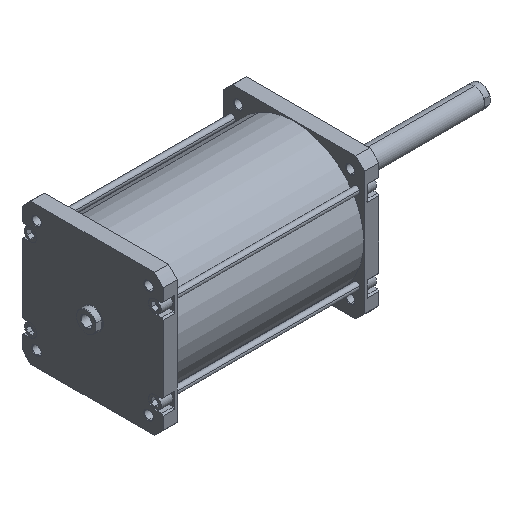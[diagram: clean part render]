
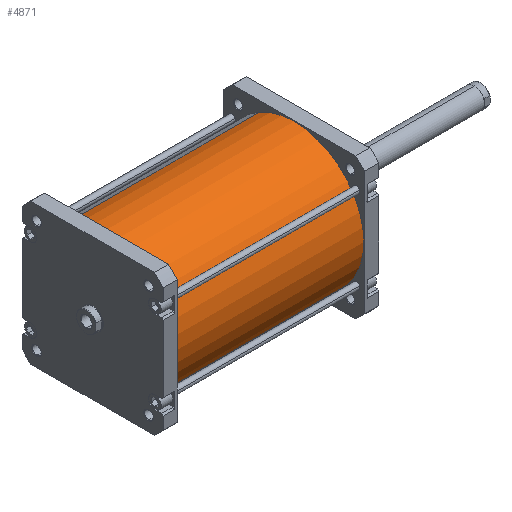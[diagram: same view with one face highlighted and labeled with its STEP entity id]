
A CAD part, isometric view. The second image highlights one B-rep face of the part: STEP entity #4871.
In plain terms, the highlighted cylindrical face has radius 168 mm (diameter 336 mm), a partial arc.
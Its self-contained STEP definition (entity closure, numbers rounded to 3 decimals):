
#564 = AXIS2_PLACEMENT_3D ( 'NONE', #997, #1022, #1023 ) ;
#706 = AXIS2_PLACEMENT_3D ( 'NONE', #1513, #1512, #1511 ) ;
#805 = AXIS2_PLACEMENT_3D ( 'NONE', #2124, #2125, #2126 ) ;
#932 = CARTESIAN_POINT ( 'NONE',  ( 168., 0., 452. ) ) ;
#940 = DIRECTION ( 'NONE',  ( 0., 0., -1. ) ) ;
#997 = CARTESIAN_POINT ( 'NONE',  ( 0., 0., 452. ) ) ;
#1018 = CARTESIAN_POINT ( 'NONE',  ( -168., 0., 452. ) ) ;
#1021 = DIRECTION ( 'NONE',  ( 0., 0., -1. ) ) ;
#1022 = DIRECTION ( 'NONE',  ( 0., 0., 1. ) ) ;
#1023 = DIRECTION ( 'NONE',  ( 1., 0., 0. ) ) ;
#1511 = DIRECTION ( 'NONE',  ( -1., 0., 0. ) ) ;
#1512 = DIRECTION ( 'NONE',  ( 0., 0., -1. ) ) ;
#1513 = CARTESIAN_POINT ( 'NONE',  ( 0., 0., 452. ) ) ;
#2088 = CARTESIAN_POINT ( 'NONE',  ( 168., 0., 452. ) ) ;
#2099 = CARTESIAN_POINT ( 'NONE',  ( -168., 0., 452. ) ) ;
#2108 = CARTESIAN_POINT ( 'NONE',  ( 168., 0., 0. ) ) ;
#2115 = CARTESIAN_POINT ( 'NONE',  ( -168., 0., 0. ) ) ;
#2124 = CARTESIAN_POINT ( 'NONE',  ( 0., 0., 0. ) ) ;
#2125 = DIRECTION ( 'NONE',  ( 0., 0., 1. ) ) ;
#2126 = DIRECTION ( 'NONE',  ( 1., 0., 0. ) ) ;
#2339 = FACE_OUTER_BOUND ( 'NONE', #3415, .T. ) ;
#2346 = CYLINDRICAL_SURFACE ( 'NONE', #706, 168. ) ;
#2540 = CIRCLE ( 'NONE', #805, 168. ) ;
#3067 = EDGE_CURVE ( 'NONE', #5200, #5220, #4136, .T. ) ;
#3322 = ORIENTED_EDGE ( 'NONE', *, *, #6196, .T. ) ;
#3323 = ORIENTED_EDGE ( 'NONE', *, *, #4675, .T. ) ;
#3324 = ORIENTED_EDGE ( 'NONE', *, *, #4676, .F. ) ;
#3325 = ORIENTED_EDGE ( 'NONE', *, *, #3067, .F. ) ;
#3415 = EDGE_LOOP ( 'NONE', ( #3325, #3324, #3323, #3322 ) ) ;
#4128 = VECTOR ( 'NONE', #940, 1000. ) ;
#4136 = LINE ( 'NONE', #932, #4128 ) ;
#4200 = LINE ( 'NONE', #1018, #4202 ) ;
#4202 = VECTOR ( 'NONE', #1021, 1000. ) ;
#4208 = CIRCLE ( 'NONE', #564, 168. ) ;
#4675 = EDGE_CURVE ( 'NONE', #5211, #5227, #4200, .T. ) ;
#4676 = EDGE_CURVE ( 'NONE', #5211, #5200, #4208, .T. ) ;
#4871 = ADVANCED_FACE ( 'NONE', ( #2339 ), #2346, .T. ) ;
#5200 = VERTEX_POINT ( 'NONE', #2088 ) ;
#5211 = VERTEX_POINT ( 'NONE', #2099 ) ;
#5220 = VERTEX_POINT ( 'NONE', #2108 ) ;
#5227 = VERTEX_POINT ( 'NONE', #2115 ) ;
#6196 = EDGE_CURVE ( 'NONE', #5227, #5220, #2540, .T. ) ;
